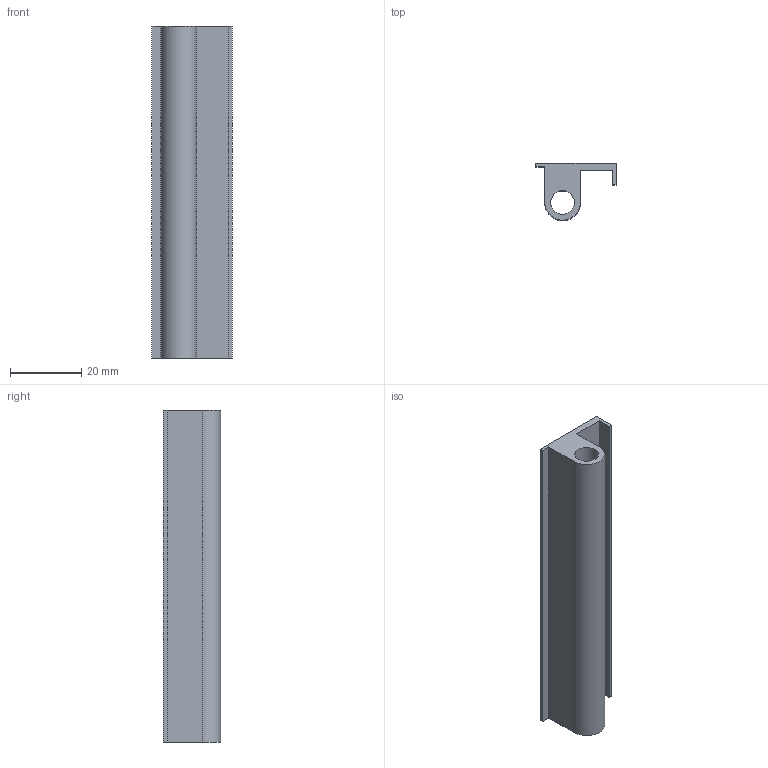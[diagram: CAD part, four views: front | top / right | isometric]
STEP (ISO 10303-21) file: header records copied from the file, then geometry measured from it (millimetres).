
FILE_DESCRIPTION(('FreeCAD Model'),'2;1');
FILE_NAME('carrier4_6.7_lexm.step','2019-07-09T17:21:34',('Author'),(''), 'Open CASCADE STEP processor 7.3','FreeCAD','Unknown');
FILE_SCHEMA(('AUTOMOTIVE_DESIGN { 1 0 10303 214 1 1 1 1 }'));
Length unit declared in the file: millimetre
Products named in the file (1): Body
Bounding box: 22.5 x 16 x 93 mm (x, y, z)
Volume: 13067.7 mm3; surface area: 9744.4 mm2
Topology: 1 solids, 1 shells, 13 faces, 33 edges, 22 vertices
Faces by surface type: plane 11, cylinder 2
Full cylindrical faces by diameter (mm): 6.7 x1
Entity records: 845 total; most frequent: CARTESIAN_POINT 135, DIRECTION 131, LINE 91, VECTOR 91, ORIENTED_EDGE 66, PCURVE 66, DEFINITIONAL_REPRESENTATION 66, EDGE_CURVE 33
